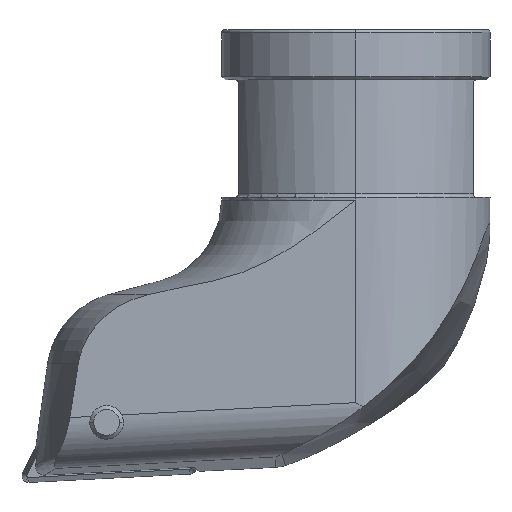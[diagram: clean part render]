
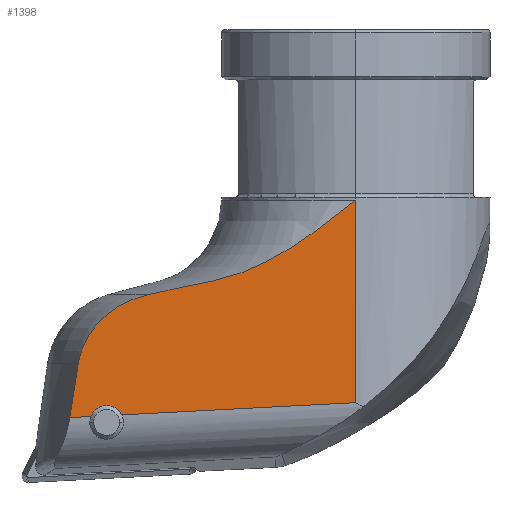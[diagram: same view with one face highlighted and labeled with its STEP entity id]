
A CAD part, front view. The second image highlights one B-rep face of the part: STEP entity #1398.
In plain terms, the highlighted planar face has unit normal (0, -1, 0).
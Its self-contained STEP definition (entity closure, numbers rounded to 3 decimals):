
#784=EDGE_CURVE('NONE',#840,#1302,#2153,.T.);
#840=VERTEX_POINT('NONE',#2214);
#1024=VERTEX_POINT('NONE',#2409);
#1026=EDGE_CURVE('NONE',#1482,#1024,#2411,.F.);
#1032=EDGE_CURVE('NONE',#1996,#1144,#2417,.F.);
#1144=VERTEX_POINT('NONE',#2540);
#1302=VERTEX_POINT('NONE',#2713);
#1330=VERTEX_POINT('NONE',#2745);
#1350=EDGE_CURVE('NONE',#1302,#1330,#2769,.T.);
#1398=ADVANCED_FACE('NONE',(#2825),#2826,.F.);
#1406=VERTEX_POINT('NONE',#2834);
#1482=VERTEX_POINT('NONE',#2917);
#1522=EDGE_CURVE('NONE',#1024,#1406,#2962,.T.);
#1622=EDGE_CURVE('NONE',#1996,#1406,#3073,.T.);
#1718=EDGE_CURVE('NONE',#1330,#1482,#3185,.T.);
#1884=EDGE_CURVE('NONE',#1144,#840,#3372,.T.);
#1996=VERTEX_POINT('NONE',#3493);
#2153=B_SPLINE_CURVE_WITH_KNOTS('',3,(#3751,#3752,#3753,#3754,#3755,#3756,#3757,#3758,#3759,#3760,#3761,#3762,#3763,#3764,#3765,#3766,#3767,#3768,#3769,#3770,#3771,#3772,#3773,#3774,#3775),.UNSPECIFIED.,.F.,.F.,(4,2,2,2,2,2,2,2,2,2,3,4),(-8.051,-6.87,-6.279,-5.688,-4.665,-4.153,-3.642,-2.707,-1.772,-0.886,0.0,0.886),.UNSPECIFIED.);
#2214=CARTESIAN_POINT('',(-12.362,-8.,-15.802));
#2409=CARTESIAN_POINT('',(-13.958,-8.,-22.973));
#2411=CIRCLE('',#4256,1.0);
#2417=B_SPLINE_CURVE_WITH_KNOTS('',3,(#4263,#4264,#4265,#4266,#4267,#4268,#4269,#4270,#4271,#4272,#4273,#4274,#4275,#4276,#4277,#4278,#4279,#4280),.UNSPECIFIED.,.F.,.F.,(4,2,2,2,2,2,2,2,4),(27.156,28.204,29.252,30.301,31.349,33.037,34.725,38.102,38.108),.UNSPECIFIED.);
#2540=CARTESIAN_POINT('',(-8.546,-8.,-14.993));
#2713=CARTESIAN_POINT('',(-16.55,-8.,-19.936));
#2745=CARTESIAN_POINT('',(-17.048,-8.,-23.135));
#2769=(B_SPLINE_CURVE(2,(#5447,#5448,#5449),.UNSPECIFIED.,.F.,.F.)B_SPLINE_CURVE_WITH_KNOTS((3,3),(1.305,4.543),.UNSPECIFIED.)RATIONAL_B_SPLINE_CURVE((1.,1.,1.))BOUNDED_CURVE()REPRESENTATION_ITEM('')GEOMETRIC_REPRESENTATION_ITEM()CURVE());
#2825=FACE_OUTER_BOUND('',#5912,.T.);
#2826=PLANE('',#5913);
#2834=CARTESIAN_POINT('',(0.,-8.0,-22.242));
#2917=CARTESIAN_POINT('',(-15.791,-8.,-23.069));
#2962=LINE('',#6127,#6128);
#3073=LINE('',#6356,#6357);
#3185=LINE('',#6560,#6561);
#3372=(B_SPLINE_CURVE(2,(#7306,#7307,#7308),.UNSPECIFIED.,.F.,.F.)B_SPLINE_CURVE_WITH_KNOTS((3,3),(30.058,33.131),.UNSPECIFIED.)RATIONAL_B_SPLINE_CURVE((1.393,1.31,1.207))BOUNDED_CURVE()REPRESENTATION_ITEM('')GEOMETRIC_REPRESENTATION_ITEM()CURVE());
#3493=CARTESIAN_POINT('',(0.,-8.,-10.163));
#3751=CARTESIAN_POINT('',(-10.789,-8.,-15.632));
#3752=CARTESIAN_POINT('',(-11.182,-8.,-15.632));
#3753=CARTESIAN_POINT('',(-11.614,-8.,-15.664));
#3754=CARTESIAN_POINT('',(-12.249,-8.,-15.774));
#3755=CARTESIAN_POINT('',(-12.459,-8.,-15.821));
#3756=CARTESIAN_POINT('',(-12.865,-8.,-15.933));
#3757=CARTESIAN_POINT('',(-13.06,-8.,-15.997));
#3758=CARTESIAN_POINT('',(-13.563,-8.,-16.19));
#3759=CARTESIAN_POINT('',(-13.9,-8.,-16.351));
#3760=CARTESIAN_POINT('',(-14.376,-8.,-16.644));
#3761=CARTESIAN_POINT('',(-14.529,-8.,-16.749));
#3762=CARTESIAN_POINT('',(-14.819,-8.,-16.97));
#3763=CARTESIAN_POINT('',(-14.955,-8.,-17.086));
#3764=CARTESIAN_POINT('',(-15.306,-8.,-17.415));
#3765=CARTESIAN_POINT('',(-15.534,-8.,-17.67));
#3766=CARTESIAN_POINT('',(-15.929,-8.,-18.223));
#3767=CARTESIAN_POINT('',(-16.096,-8.,-18.521));
#3768=CARTESIAN_POINT('',(-16.339,-8.,-19.077));
#3769=CARTESIAN_POINT('',(-16.44,-8.,-19.384));
#3770=CARTESIAN_POINT('',(-16.573,-8.,-20.014));
#3771=CARTESIAN_POINT('',(-16.604,-8.,-20.336));
#3772=CARTESIAN_POINT('',(-16.604,-8.,-20.632));
#3773=CARTESIAN_POINT('',(-16.604,-8.,-20.927));
#3774=CARTESIAN_POINT('',(-16.573,-8.,-21.249));
#3775=CARTESIAN_POINT('',(-16.507,-8.,-21.564));
#4256=AXIS2_PLACEMENT_3D('',#7919,#7920,#7921);
#4263=CARTESIAN_POINT('',(-10.247,-8.,-15.163));
#4264=CARTESIAN_POINT('',(-9.898,-8.,-15.163));
#4265=CARTESIAN_POINT('',(-9.533,-8.,-15.14));
#4266=CARTESIAN_POINT('',(-8.795,-8.,-15.046));
#4267=CARTESIAN_POINT('',(-8.422,-8.,-14.975));
#4268=CARTESIAN_POINT('',(-7.683,-8.,-14.792));
#4269=CARTESIAN_POINT('',(-7.319,-8.,-14.68));
#4270=CARTESIAN_POINT('',(-6.615,-8.,-14.429));
#4271=CARTESIAN_POINT('',(-6.277,-8.,-14.289));
#4272=CARTESIAN_POINT('',(-5.446,-8.,-13.912));
#4273=CARTESIAN_POINT('',(-4.925,-8.,-13.639));
#4274=CARTESIAN_POINT('',(-3.889,-8.,-13.029));
#4275=CARTESIAN_POINT('',(-3.374,-8.,-12.693));
#4276=CARTESIAN_POINT('',(-1.858,-8.,-11.635));
#4277=CARTESIAN_POINT('',(-0.888,-8.,-10.865));
#4278=CARTESIAN_POINT('',(-0.004,-8.,-10.166));
#4279=CARTESIAN_POINT('',(-0.002,-8.,-10.165));
#4280=CARTESIAN_POINT('',(0.,-8.,-10.163));
#5447=CARTESIAN_POINT('',(-16.55,-8.,-19.936));
#5448=CARTESIAN_POINT('',(-16.796,-8.,-21.512));
#5449=CARTESIAN_POINT('',(-17.048,-8.,-23.135));
#5912=EDGE_LOOP('',(#8435,#8436,#8437,#8438,#8439,#8440,#8441,#8442));
#5913=AXIS2_PLACEMENT_3D('',#8443,#8444,#8445);
#6127=CARTESIAN_POINT('',(-25.175,-8.,-23.561));
#6128=VECTOR('',#8604,1.0);
#6356=CARTESIAN_POINT('',(0.,-8.,1.029));
#6357=VECTOR('',#8739,1.0);
#6560=CARTESIAN_POINT('',(-25.175,-8.,-23.561));
#6561=VECTOR('',#8917,1.0);
#7306=CARTESIAN_POINT('',(-8.546,-8.,-14.993));
#7307=CARTESIAN_POINT('',(-10.236,-8.,-15.324));
#7308=CARTESIAN_POINT('',(-12.362,-8.,-15.802));
#7919=CARTESIAN_POINT('',(-14.854,-8.,-23.417));
#7920=DIRECTION('',(0.,-1.0,0.));
#7921=DIRECTION('',(-0.999,0.,-0.052));
#8435=ORIENTED_EDGE('',*,*,#1350,.T.);
#8436=ORIENTED_EDGE('',*,*,#1718,.T.);
#8437=ORIENTED_EDGE('',*,*,#1026,.T.);
#8438=ORIENTED_EDGE('',*,*,#1522,.T.);
#8439=ORIENTED_EDGE('',*,*,#1622,.F.);
#8440=ORIENTED_EDGE('',*,*,#1032,.T.);
#8441=ORIENTED_EDGE('',*,*,#1884,.T.);
#8442=ORIENTED_EDGE('',*,*,#784,.T.);
#8443=CARTESIAN_POINT('',(-19.9,-8.,-26.59));
#8444=DIRECTION('',(0.,1.0,0.));
#8445=DIRECTION('',(1.0,0.0,0.));
#8604=DIRECTION('',(0.999,0.,0.052));
#8739=DIRECTION('',(0.,0.0,-1.0));
#8917=DIRECTION('',(0.999,0.,0.052));
